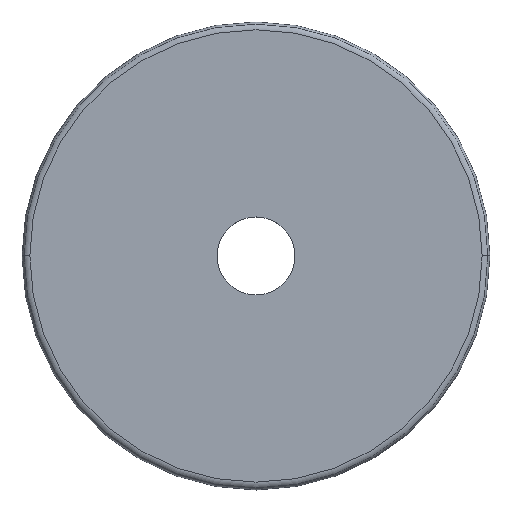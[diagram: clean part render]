
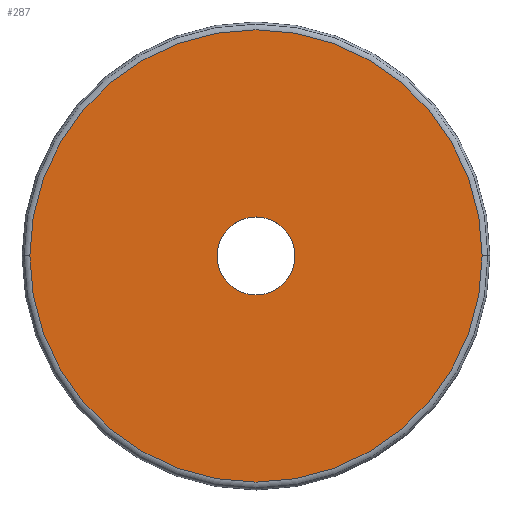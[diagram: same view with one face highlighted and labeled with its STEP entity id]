
A CAD part, top view. The second image highlights one B-rep face of the part: STEP entity #287.
In plain terms, the highlighted planar face has unit normal (0, 0, 1).
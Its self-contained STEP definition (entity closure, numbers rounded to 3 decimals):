
#65=CARTESIAN_POINT('',(0.,0.,3.));
#66=DIRECTION('',(0.,0.,1.));
#67=DIRECTION('',(1.,0.,0.));
#68=AXIS2_PLACEMENT_3D('',#65,#66,#67);
#70=CARTESIAN_POINT('',(0.,0.,3.));
#71=DIRECTION('',(0.,0.,1.));
#72=DIRECTION('',(-1.,0.,0.));
#73=AXIS2_PLACEMENT_3D('',#70,#71,#72);
#75=CARTESIAN_POINT('',(0.,0.,3.));
#76=DIRECTION('',(0.,0.,-1.));
#77=DIRECTION('',(1.,0.,0.));
#78=AXIS2_PLACEMENT_3D('',#75,#76,#77);
#80=CARTESIAN_POINT('',(0.,0.,3.));
#81=DIRECTION('',(0.,0.,-1.));
#82=DIRECTION('',(-1.,0.,0.));
#83=AXIS2_PLACEMENT_3D('',#80,#81,#82);
#146=CARTESIAN_POINT('',(2.5,0.,3.));
#148=VERTEX_POINT('',#146);
#150=CARTESIAN_POINT('',(-2.5,0.,3.));
#152=VERTEX_POINT('',#150);
#166=CARTESIAN_POINT('',(-14.5,0.,3.));
#167=VERTEX_POINT('',#166);
#168=CARTESIAN_POINT('',(14.5,0.,3.));
#169=VERTEX_POINT('',#168);
#271=CARTESIAN_POINT('',(0.,0.,3.));
#272=DIRECTION('',(0.,0.,1.));
#273=DIRECTION('',(1.,0.,0.));
#274=AXIS2_PLACEMENT_3D('',#271,#272,#273);
#275=PLANE('',#274);
#276=ORIENTED_EDGE('',*,*,#261,.F.);
#278=ORIENTED_EDGE('',*,*,#277,.F.);
#279=EDGE_LOOP('',(#276,#278));
#280=FACE_OUTER_BOUND('',#279,.F.);
#282=ORIENTED_EDGE('',*,*,#281,.F.);
#284=ORIENTED_EDGE('',*,*,#283,.F.);
#285=EDGE_LOOP('',(#282,#284));
#286=FACE_BOUND('',#285,.F.);
#287=ADVANCED_FACE('',(#280,#286),#275,.T.);
#69=CIRCLE('',#68,14.5);
#74=CIRCLE('',#73,14.5);
#79=CIRCLE('',#78,2.5);
#84=CIRCLE('',#83,2.5);
#261=EDGE_CURVE('',#169,#167,#69,.T.);
#277=EDGE_CURVE('',#167,#169,#74,.T.);
#281=EDGE_CURVE('',#148,#152,#79,.T.);
#283=EDGE_CURVE('',#152,#148,#84,.T.);
